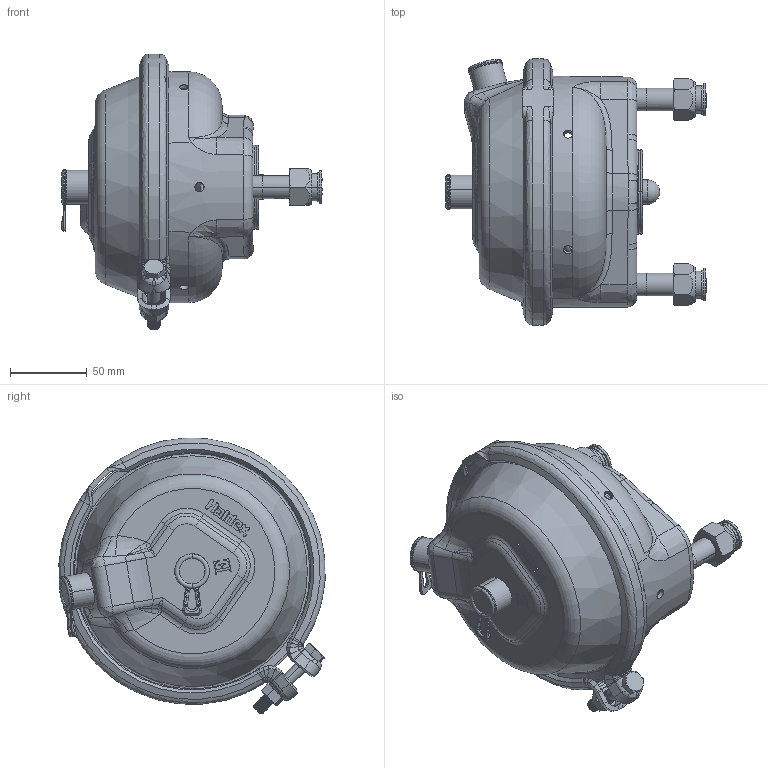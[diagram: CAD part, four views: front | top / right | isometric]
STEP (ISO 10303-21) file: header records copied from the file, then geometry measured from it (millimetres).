
FILE_DESCRIPTION((''),'2;1');
FILE_NAME('125200601_ASM','2022-12-07T14:27:53',('MN844'),('Haldex Brake Products'),'CREO PARAMETRIC BY PTC INC, 2018500','CREO PARAMETRIC BY PTC INC, 2018500','');
FILE_SCHEMA(('AUTOMOTIVE_DESIGN { 1 0 10303 214 1 1 1 1 }'));
Length unit declared in the file: millimetre
Products named in the file (32): 9956019; 9999406; 9956007_ASM; 9960004; 9999407; 9995237_ASM; ESF-3029-N; 9995235_ASM; 027059509; 9999402_AF1; 2066010; N357007_ASM; 2062005; 9999315; 2062004_ASM; 9965006_AF303; 9999405_AF659; 9999266; 2095304_ASM; 014122909; 9999259; 9999261; 2064007_ASM; 9999404; 015105109; 015105209; 9999052; 9999053; ESF-3052-A; 9999097; 028041409; 125200601_ASM
Assembly tree (36 placements, depth 5):
  125200601_ASM
    9956007_ASM
      9956019
      9999406  x2
    2095304_ASM
      9995235_ASM
        9995237_ASM
          9960004
          9999407  x2
        ESF-3029-N
      027059509
      2062004_ASM
        N357007_ASM
          9999402_AF1
          2066010
        2062005
        9999315
      9965006_AF303
      9999405_AF659
      9999266
    2064007_ASM
      014122909
      9999259
      9999261
    9999404
    015105109
    015105209
    9999052  x2
    9999053  x2
    ESF-3052-A
    9999097  x2
    028041409
Bounding box: 169.77 x 173.65 x 179.99 mm (x, y, z)
Volume: 545740.7 mm3; surface area: 381306 mm2
Topology: 25 solids, 32 shells, 3458 faces, 9421 edges, 6158 vertices
Faces by surface type: plane 2122, cylinder 477, bspline 448, cone 190, torus 182, extrusion 37, sphere 2
Entity records: 166021 total; most frequent: CARTESIAN_POINT 64663, ORIENTED_EDGE 13910, DIRECTION 13115, EDGE_CURVE 6964, PRESENTATION_STYLE_ASSIGNMENT 5876, STYLED_ITEM 5817, CURVE_STYLE 5694, VECTOR 4974
